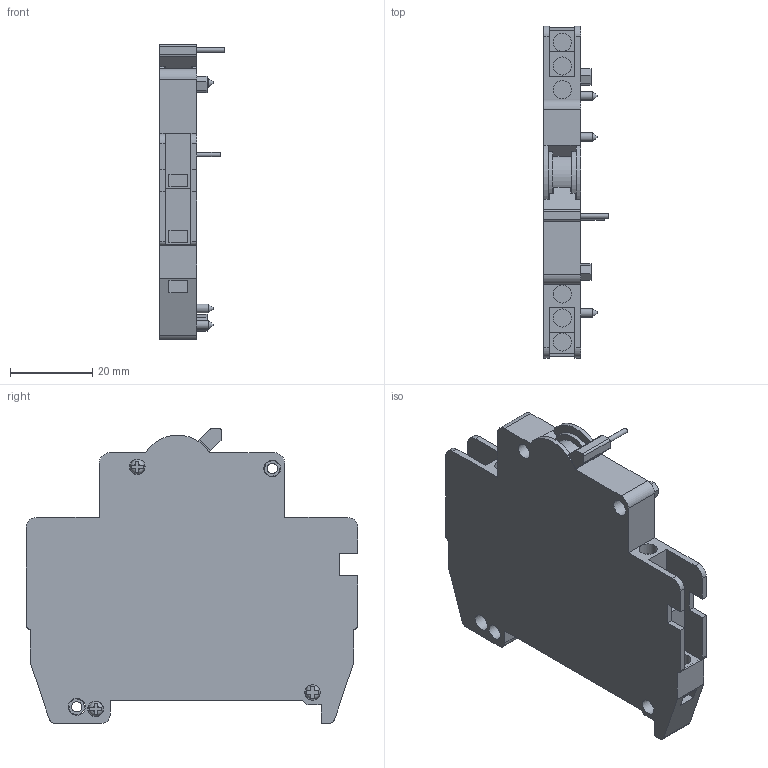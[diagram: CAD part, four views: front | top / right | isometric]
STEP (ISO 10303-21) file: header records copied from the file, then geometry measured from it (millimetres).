
FILE_DESCRIPTION (( 'STEP AP214' ), '1' );
FILE_NAME ('01.03.03.02 Êîíòàêòû äîïîëíèòåëüíûå óíèâåðñàëüíûå ÊÄÓ60 íà DIN-ðåéêó ÈÝÊ.STEP', '2017-03-10T08:57:42', ( 'user' ), ( '' ), 'SwSTEP 2.0', 'SolidWorks 2014', '' );
FILE_SCHEMA (( 'AUTOMOTIVE_DESIGN' ));
Length unit declared in the file: millimetre
Products named in the file (1): 01.03.03.02 Êîíòàêòû äîïîëíèòåëüíûå óíèâåðñàëüíûå ÊÄÓ60 íà DIN-ðåéêó ÈÝÊ
Bounding box: 15.7 x 80.6 x 71.57 mm (x, y, z)
Volume: 35345.3 mm3; surface area: 14246.7 mm2
Topology: 1 solids, 1 shells, 239 faces, 671 edges, 446 vertices
Faces by surface type: plane 181, cylinder 52, torus 3, cone 3
Full cylindrical faces by diameter (mm): 1 x1, 1.2 x1, 1.6 x1, 2.1 x3, 2.5 x5, 3.5 x3, 3.8 x6, 4.1 x2, 4.4 x6
Entity records: 8251 total; most frequent: CARTESIAN_POINT 1529, ORIENTED_EDGE 1252, DIRECTION 1217, EDGE_CURVE 626, VECTOR 443, LINE 443, VERTEX_POINT 435, AXIS2_PLACEMENT_3D 387
